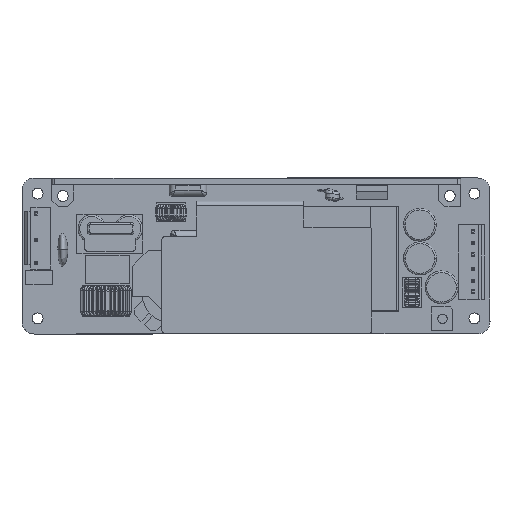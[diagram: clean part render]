
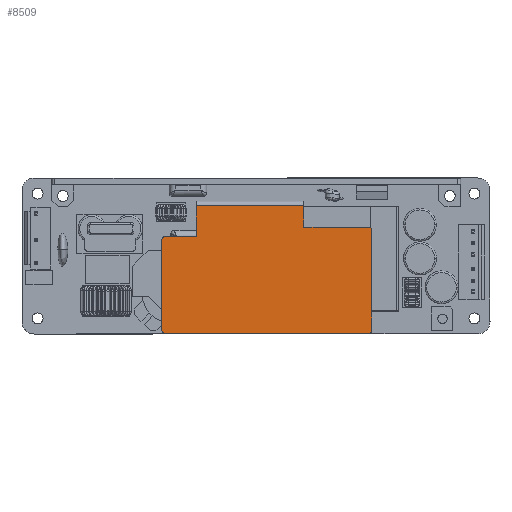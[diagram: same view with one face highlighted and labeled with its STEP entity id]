
A CAD part, top view. The second image highlights one B-rep face of the part: STEP entity #8509.
In plain terms, the highlighted planar face has unit normal (0, 0, 1).
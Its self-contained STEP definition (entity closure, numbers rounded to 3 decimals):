
#3877=DIRECTION('',(-1.,0.,0.));
#3878=VECTOR('',#3877,34.51);
#3879=CARTESIAN_POINT('',(20.023,24.921,23.));
#3880=LINE('',#3879,#3878);
#3881=DIRECTION('',(0.,-1.,0.));
#3882=VECTOR('',#3881,6.873);
#3883=CARTESIAN_POINT('',(20.023,24.921,23.));
#3884=LINE('',#3883,#3882);
#3885=DIRECTION('',(1.,0.,0.));
#3886=VECTOR('',#3885,20.796);
#3887=CARTESIAN_POINT('',(20.023,18.048,23.));
#3888=LINE('',#3887,#3886);
#3889=CARTESIAN_POINT('',(40.819,17.048,23.));
#3890=DIRECTION('',(0.,0.,-1.));
#3891=DIRECTION('',(0.,1.,0.));
#3892=AXIS2_PLACEMENT_3D('',#3889,#3890,#3891);
#3894=DIRECTION('',(0.,-1.,0.));
#3895=VECTOR('',#3894,32.);
#3896=CARTESIAN_POINT('',(41.819,17.048,23.));
#3897=LINE('',#3896,#3895);
#3898=CARTESIAN_POINT('',(40.819,-14.952,23.));
#3899=DIRECTION('',(0.,0.,-1.));
#3900=DIRECTION('',(1.,0.,0.));
#3901=AXIS2_PLACEMENT_3D('',#3898,#3899,#3900);
#3903=DIRECTION('',(-1.,0.,0.));
#3904=VECTOR('',#3903,65.3);
#3905=CARTESIAN_POINT('',(40.819,-15.952,23.));
#3906=LINE('',#3905,#3904);
#3907=CARTESIAN_POINT('',(-24.481,-14.952,23.));
#3908=DIRECTION('',(0.,0.,-1.));
#3909=DIRECTION('',(0.,-1.,0.));
#3910=AXIS2_PLACEMENT_3D('',#3907,#3908,#3909);
#3912=DIRECTION('',(0.,1.,0.));
#3913=VECTOR('',#3912,29.);
#3914=CARTESIAN_POINT('',(-25.481,-14.952,23.));
#3915=LINE('',#3914,#3913);
#3916=CARTESIAN_POINT('',(-24.481,14.048,23.));
#3917=DIRECTION('',(0.,0.,-1.));
#3918=DIRECTION('',(-1.,0.,0.));
#3919=AXIS2_PLACEMENT_3D('',#3916,#3917,#3918);
#3921=DIRECTION('',(1.,0.,0.));
#3922=VECTOR('',#3921,9.994);
#3923=CARTESIAN_POINT('',(-24.481,15.048,23.));
#3924=LINE('',#3923,#3922);
#3925=DIRECTION('',(0.,1.,0.));
#3926=VECTOR('',#3925,9.873);
#3927=CARTESIAN_POINT('',(-14.486,15.048,23.));
#3928=LINE('',#3927,#3926);
#6022=CARTESIAN_POINT('',(20.023,18.048,23.));
#6023=VERTEX_POINT('',#6022);
#6024=CARTESIAN_POINT('',(20.023,24.921,23.));
#6025=VERTEX_POINT('',#6024);
#6040=CARTESIAN_POINT('',(41.819,17.048,23.));
#6041=VERTEX_POINT('',#6040);
#6042=CARTESIAN_POINT('',(40.819,18.048,23.));
#6043=VERTEX_POINT('',#6042);
#6044=CARTESIAN_POINT('',(41.819,-14.952,23.));
#6045=VERTEX_POINT('',#6044);
#6046=CARTESIAN_POINT('',(40.819,-15.952,23.));
#6047=VERTEX_POINT('',#6046);
#6048=CARTESIAN_POINT('',(-24.481,-15.952,23.));
#6049=VERTEX_POINT('',#6048);
#6050=CARTESIAN_POINT('',(-25.481,-14.952,23.));
#6051=VERTEX_POINT('',#6050);
#6052=CARTESIAN_POINT('',(-25.481,14.048,23.));
#6053=VERTEX_POINT('',#6052);
#6054=CARTESIAN_POINT('',(-24.481,15.048,23.));
#6055=VERTEX_POINT('',#6054);
#6056=CARTESIAN_POINT('',(-14.486,15.048,23.));
#6057=VERTEX_POINT('',#6056);
#6060=CARTESIAN_POINT('',(-14.486,24.921,23.));
#6061=VERTEX_POINT('',#6060);
#8489=CARTESIAN_POINT('',(16.793,0.,23.));
#8490=DIRECTION('',(0.,0.,1.));
#8491=DIRECTION('',(1.,0.,0.));
#8492=AXIS2_PLACEMENT_3D('',#8489,#8490,#8491);
#8493=PLANE('',#8492);
#8494=ORIENTED_EDGE('',*,*,#8484,.F.);
#8495=ORIENTED_EDGE('',*,*,#8190,.T.);
#8497=ORIENTED_EDGE('',*,*,#8496,.T.);
#8498=ORIENTED_EDGE('',*,*,#8338,.T.);
#8499=ORIENTED_EDGE('',*,*,#8353,.T.);
#8500=ORIENTED_EDGE('',*,*,#8368,.T.);
#8501=ORIENTED_EDGE('',*,*,#8381,.T.);
#8502=ORIENTED_EDGE('',*,*,#8396,.T.);
#8503=ORIENTED_EDGE('',*,*,#8411,.T.);
#8504=ORIENTED_EDGE('',*,*,#8424,.T.);
#8505=ORIENTED_EDGE('',*,*,#8439,.T.);
#8506=ORIENTED_EDGE('',*,*,#8457,.T.);
#8507=EDGE_LOOP('',(#8494,#8495,#8497,#8498,#8499,#8500,#8501,#8502,#8503,#8504,
#8505,#8506));
#8508=FACE_OUTER_BOUND('',#8507,.F.);
#3893=CIRCLE('',#3892,1.);
#3902=CIRCLE('',#3901,1.);
#3911=CIRCLE('',#3910,1.);
#3920=CIRCLE('',#3919,1.);
#8190=EDGE_CURVE('',#6025,#6023,#3884,.T.);
#8338=EDGE_CURVE('',#6043,#6041,#3893,.T.);
#8353=EDGE_CURVE('',#6041,#6045,#3897,.T.);
#8368=EDGE_CURVE('',#6045,#6047,#3902,.T.);
#8381=EDGE_CURVE('',#6047,#6049,#3906,.T.);
#8396=EDGE_CURVE('',#6049,#6051,#3911,.T.);
#8411=EDGE_CURVE('',#6051,#6053,#3915,.T.);
#8424=EDGE_CURVE('',#6053,#6055,#3920,.T.);
#8439=EDGE_CURVE('',#6055,#6057,#3924,.T.);
#8457=EDGE_CURVE('',#6057,#6061,#3928,.T.);
#8484=EDGE_CURVE('',#6025,#6061,#3880,.T.);
#8496=EDGE_CURVE('',#6023,#6043,#3888,.T.);
#8509=ADVANCED_FACE('',(#8508),#8493,.T.);
